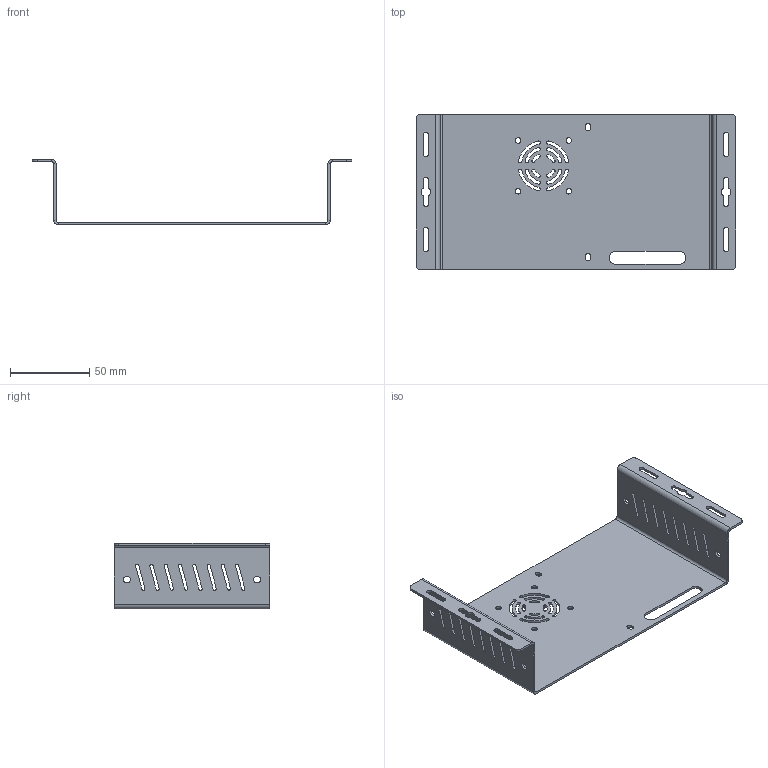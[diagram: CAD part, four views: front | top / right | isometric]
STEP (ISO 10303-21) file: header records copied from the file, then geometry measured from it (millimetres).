
FILE_DESCRIPTION (( 'STEP AP214' ), '1' );
FILE_NAME ('TOP COVER REV-3.STEP', '2025-01-14T15:55:25', ( '' ), ( '' ), 'SwSTEP 2.0', 'SolidWorks 2022', '' );
FILE_SCHEMA (( 'AUTOMOTIVE_DESIGN' ));
Length unit declared in the file: millimetre
Products named in the file (1): TOP COVER REV-3
Bounding box: 201.4 x 98.2 x 41.5 mm (x, y, z)
Volume: 38339.8 mm3; surface area: 54307.8 mm2
Topology: 1 solids, 1 shells, 274 faces, 784 edges, 512 vertices
Faces by surface type: cylinder 180, plane 94
Entity records: 9286 total; most frequent: DIRECTION 1694, CARTESIAN_POINT 1571, ORIENTED_EDGE 1568, EDGE_CURVE 784, AXIS2_PLACEMENT_3D 635, VERTEX_POINT 512, VECTOR 424, LINE 424
